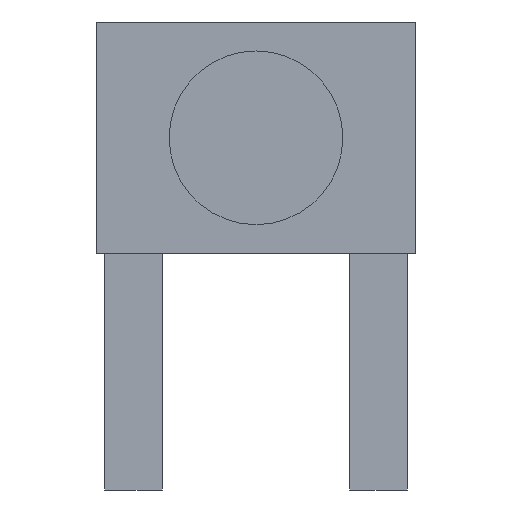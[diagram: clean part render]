
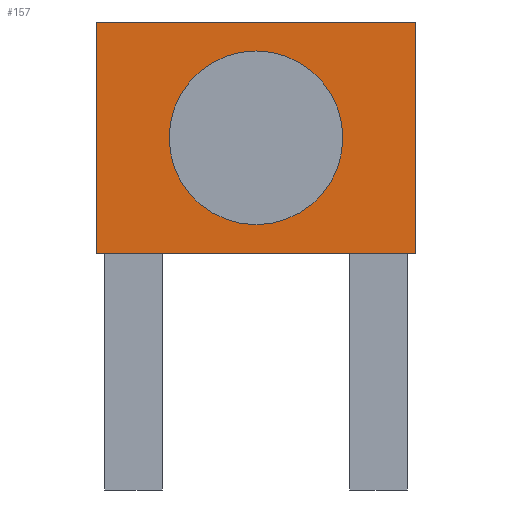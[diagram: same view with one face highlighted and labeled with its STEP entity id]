
A CAD part, front view. The second image highlights one B-rep face of the part: STEP entity #157.
In plain terms, the highlighted planar face has unit normal (0, -1, 0).
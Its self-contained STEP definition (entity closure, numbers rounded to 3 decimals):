
#24=VERTEX_POINT('',#25);
#25=CARTESIAN_POINT('',(-0.38,-5.41,2.85));
#30=EDGE_CURVE('',#24,#31,#33,.T.);
#31=VERTEX_POINT('',#32);
#32=CARTESIAN_POINT('',(2.92,-5.41,2.85));
#33=LINE('',#25,#34);
#34=VECTOR('',#35,1.);
#35=DIRECTION('',(1.,0.,0.));
#54=VERTEX_POINT('',#55);
#55=CARTESIAN_POINT('',(-0.38,-5.41,0.45));
#58=EDGE_CURVE('',#54,#24,#59,.T.);
#59=LINE('',#55,#60);
#60=VECTOR('',#61,1.);
#61=DIRECTION('',(0.,0.,1.));
#68=DIRECTION('',(-1.,0.,0.));
#74=EDGE_CURVE('',#31,#75,#77,.T.);
#75=VERTEX_POINT('',#76);
#76=CARTESIAN_POINT('',(2.92,-5.41,0.45));
#77=LINE('',#32,#78);
#78=VECTOR('',#79,1.);
#79=DIRECTION('',(0.,0.,-1.));
#96=VECTOR('',#68,1.);
#155=DIRECTION('',(0.,-1.,0.));
#156=DIRECTION('',(0.,0.,-1.));
#157=ADVANCED_FACE('',(#158,#166),#176,.T.);
#158=FACE_BOUND('',#159,.T.);
#159=EDGE_LOOP('',(#160,#161,#162,#165));
#160=ORIENTED_EDGE('',*,*,#30,.F.);
#161=ORIENTED_EDGE('',*,*,#58,.F.);
#162=ORIENTED_EDGE('',*,*,#163,.F.);
#163=EDGE_CURVE('',#75,#54,#164,.T.);
#164=LINE('',#76,#96);
#165=ORIENTED_EDGE('',*,*,#74,.F.);
#166=FACE_BOUND('',#167,.T.);
#167=EDGE_LOOP('',(#168));
#168=ORIENTED_EDGE('',*,*,#169,.F.);
#169=EDGE_CURVE('',#170,#170,#172,.T.);
#170=VERTEX_POINT('',#171);
#171=CARTESIAN_POINT('',(2.17,-5.41,1.65));
#172=CIRCLE('',#173,0.9);
#173=AXIS2_PLACEMENT_3D('',#174,#175,#35);
#174=CARTESIAN_POINT('',(1.27,-5.41,1.65));
#175=DIRECTION('',(0.,-1.,0.));
#176=PLANE('',#177);
#177=AXIS2_PLACEMENT_3D('',#25,#155,#156);
